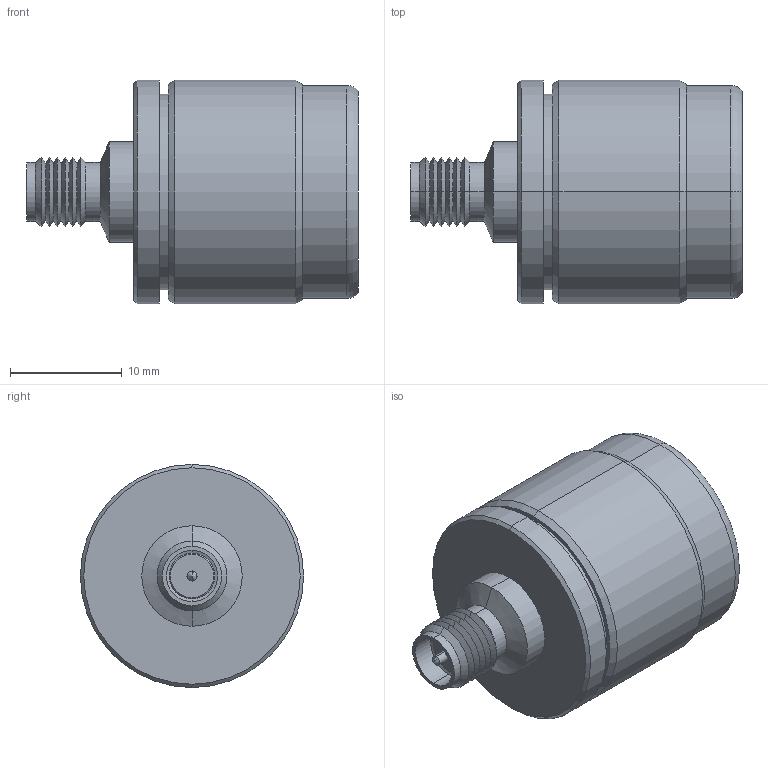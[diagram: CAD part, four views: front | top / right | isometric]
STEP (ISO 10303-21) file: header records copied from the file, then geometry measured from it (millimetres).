
FILE_DESCRIPTION (( 'STEP AP203' ), '1' );
FILE_NAME ('AXA-NMRSJ.STEP', '2014-10-03T12:43:29', ( 'x' ), ( '' ), 'SwSTEP 2.0', 'SolidWorks 2014', '' );
FILE_SCHEMA (( 'CONFIG_CONTROL_DESIGN' ));
Length unit declared in the file: millimetre
Products named in the file (1): AXA-NMRSJ
Bounding box: 29.75 x 20 x 20 mm (x, y, z)
Volume: 4560.5 mm3; surface area: 4273.7 mm2
Topology: 1 solids, 1 shells, 127 faces, 256 edges, 144 vertices
Faces by surface type: cone 70, cylinder 38, plane 15, sphere 2, torus 2
Entity records: 3343 total; most frequent: DIRECTION 656, CARTESIAN_POINT 526, ORIENTED_EDGE 508, AXIS2_PLACEMENT_3D 274, EDGE_CURVE 254, CIRCLE 146, VERTEX_POINT 144, EDGE_LOOP 142
